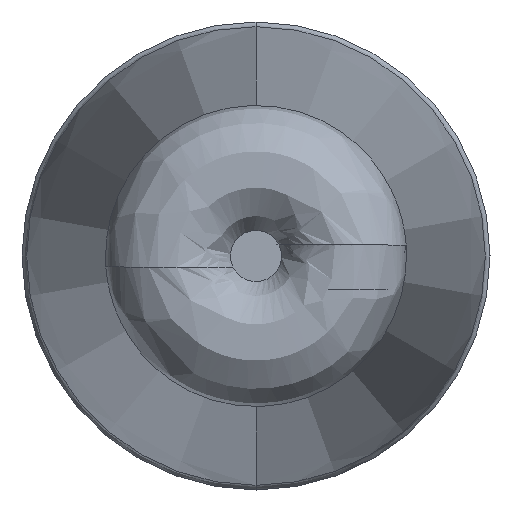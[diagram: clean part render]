
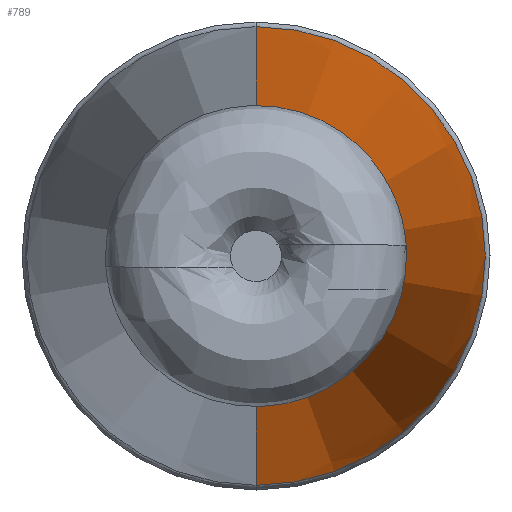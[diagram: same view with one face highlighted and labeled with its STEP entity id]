
A CAD part, front view. The second image highlights one B-rep face of the part: STEP entity #789.
In plain terms, the highlighted conical face has half-angle 3.464 degrees and reference radius 12.25 mm.
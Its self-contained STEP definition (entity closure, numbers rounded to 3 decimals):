
#1 = DIRECTION ( 'NONE',  ( 0., 1., 0. ) ) ;
#17 = CARTESIAN_POINT ( 'NONE',  ( 0., 20., 0. ) ) ;
#28 = ORIENTED_EDGE ( 'NONE', *, *, #697, .T. ) ;
#51 = CARTESIAN_POINT ( 'NONE',  ( 0., 20., -6.5 ) ) ;
#71 = DIRECTION ( 'NONE',  ( 1., 0., 0. ) ) ;
#175 = CARTESIAN_POINT ( 'NONE',  ( 0., 115., 0. ) ) ;
#189 = DIRECTION ( 'NONE',  ( 1., 0., 0. ) ) ;
#220 = VERTEX_POINT ( 'NONE', #51 ) ;
#236 = VECTOR ( 'NONE', #456, 1000. ) ;
#259 = EDGE_LOOP ( 'NONE', ( #673, #928, #28, #446 ) ) ;
#260 = CARTESIAN_POINT ( 'NONE',  ( 0., 115., -12.25 ) ) ;
#280 = FACE_OUTER_BOUND ( 'NONE', #259, .T. ) ;
#302 = LINE ( 'NONE', #728, #587 ) ;
#329 = VERTEX_POINT ( 'NONE', #477 ) ;
#363 = AXIS2_PLACEMENT_3D ( 'NONE', #17, #457, #189 ) ;
#442 = CIRCLE ( 'NONE', #363, 6.5 ) ;
#446 = ORIENTED_EDGE ( 'NONE', *, *, #1067, .F. ) ;
#456 = DIRECTION ( 'NONE',  ( 0., 0.998, -0.06 ) ) ;
#457 = DIRECTION ( 'NONE',  ( 0., 1., 0. ) ) ;
#477 = CARTESIAN_POINT ( 'NONE',  ( 0., 115., -12.25 ) ) ;
#529 = CARTESIAN_POINT ( 'NONE',  ( 0., 115., 0. ) ) ;
#587 = VECTOR ( 'NONE', #907, 1000. ) ;
#596 = CARTESIAN_POINT ( 'NONE',  ( 0., 20., 6.5 ) ) ;
#612 = CONICAL_SURFACE ( 'NONE', #1053, 12.25, 0.06 ) ;
#620 = LINE ( 'NONE', #260, #236 ) ;
#673 = ORIENTED_EDGE ( 'NONE', *, *, #861, .T. ) ;
#697 = EDGE_CURVE ( 'NONE', #329, #837, #1097, .T. ) ;
#728 = CARTESIAN_POINT ( 'NONE',  ( 0., 115., 12.25 ) ) ;
#789 = ADVANCED_FACE ( 'NONE', ( #280 ), #612, .T. ) ;
#837 = VERTEX_POINT ( 'NONE', #1077 ) ;
#861 = EDGE_CURVE ( 'NONE', #1016, #220, #442, .T. ) ;
#907 = DIRECTION ( 'NONE',  ( 0., 0.998, 0.06 ) ) ;
#928 = ORIENTED_EDGE ( 'NONE', *, *, #1124, .T. ) ;
#1001 = AXIS2_PLACEMENT_3D ( 'NONE', #529, #1146, #71 ) ;
#1016 = VERTEX_POINT ( 'NONE', #596 ) ;
#1053 = AXIS2_PLACEMENT_3D ( 'NONE', #175, #1, #1080 ) ;
#1067 = EDGE_CURVE ( 'NONE', #1016, #837, #302, .T. ) ;
#1077 = CARTESIAN_POINT ( 'NONE',  ( 0., 115., 12.25 ) ) ;
#1080 = DIRECTION ( 'NONE',  ( 0., 0., 1. ) ) ;
#1097 = CIRCLE ( 'NONE', #1001, 12.25 ) ;
#1124 = EDGE_CURVE ( 'NONE', #220, #329, #620, .T. ) ;
#1146 = DIRECTION ( 'NONE',  ( 0., -1., 0. ) ) ;
